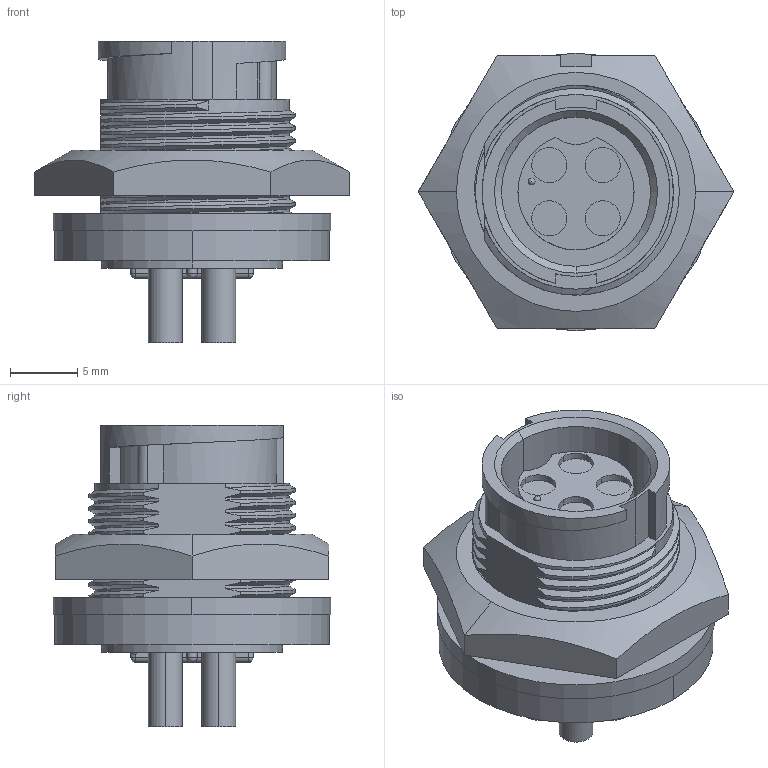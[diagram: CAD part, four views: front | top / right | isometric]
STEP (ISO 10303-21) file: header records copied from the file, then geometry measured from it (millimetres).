
FILE_DESCRIPTION (( 'STEP AP203' ), '1' );
FILE_NAME ('7380-4SG-300.STEP', '2015-11-16T20:16:47', ( '' ), ( '' ), 'SwSTEP 2.0', 'SolidWorks 2014', '' );
FILE_SCHEMA (( 'CONFIG_CONTROL_DESIGN' ));
Length unit declared in the file: inch
Products named in the file (1): 7380-4SG-300
Bounding box: 23.46 x 20.62 x 22.43 mm (x, y, z)
Volume: 3498.9 mm3; surface area: 3139.3 mm2
Topology: 2 solids, 2 shells, 175 faces, 459 edges, 299 vertices
Faces by surface type: cylinder 93, plane 48, bspline 24, sphere 6, cone 4
Entity records: 11251 total; most frequent: CARTESIAN_POINT 7358, ORIENTED_EDGE 894, DIRECTION 683, EDGE_CURVE 447, VERTEX_POINT 293, AXIS2_PLACEMENT_3D 251, EDGE_LOOP 194, LINE 181
